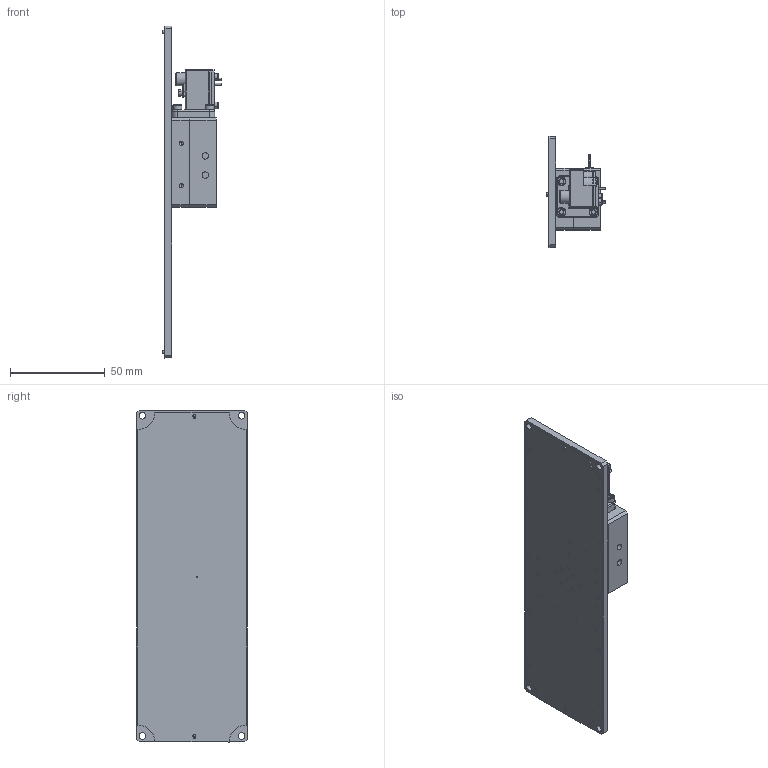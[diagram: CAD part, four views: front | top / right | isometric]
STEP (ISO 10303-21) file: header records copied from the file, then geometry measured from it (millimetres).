
FILE_DESCRIPTION (( 'STEP AP203' ), '1' );
FILE_NAME ('SSD-24303-22M-S1.STEP', '2019-03-28T17:57:39', ( '' ), ( '' ), 'SwSTEP 2.0', 'SolidWorks 2016', '' );
FILE_SCHEMA (( 'CONFIG_CONTROL_DESIGN' ));
Products named in the file (1): SSD-24303-22M-S1
Bounding box: 31.05 x 58.42 x 175.41 mm (x, y, z)
Volume: 79212.8 mm3; surface area: 64103.3 mm2
Topology: 28 solids, 28 shells, 1469 faces, 3811 edges, 2448 vertices
Faces by surface type: cylinder 790, plane 364, cone 214, bspline 78, torus 19, sphere 4
Entity records: 63373 total; most frequent: CARTESIAN_POINT 30111, ORIENTED_EDGE 7542, DIRECTION 6271, EDGE_CURVE 3771, VERTEX_POINT 2448, AXIS2_PLACEMENT_3D 2369, EDGE_LOOP 1701, LINE 1533
